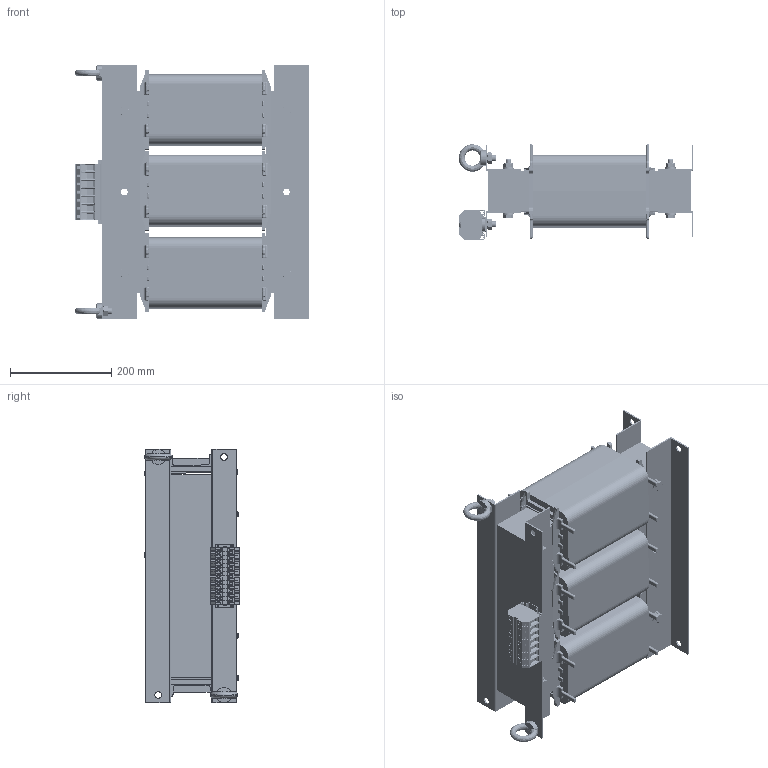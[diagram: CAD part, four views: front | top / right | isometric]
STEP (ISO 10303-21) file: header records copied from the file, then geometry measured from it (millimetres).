
FILE_DESCRIPTION(/* description */ (''),/* implementation_level */ '2;1');
FILE_NAME(/* name */ 'XMN02360960.stp',/* time_stamp */ '2023-03-28T11:53:07+02:00',/* author */ ('velazquez'),/* organization */ (''),/* preprocessor_version */ 'ST-DEVELOPER v19.2',/* originating_system */ 'Autodesk Inventor 2023',/* authorisation */ '');
FILE_SCHEMA (('AUTOMOTIVE_DESIGN { 1 0 10303 214 3 1 1 }'));
Products named in the file (14): XMN02360960; 3UI240 400 x 400 - 80; RC80 NT080; centrador M10; DIN 125 - A 10,5; DIN 933 - M10  x 110; DIN 934 - M10; UI 240_83_BOBINADO; DIN 580 - M12; DIN 934 - M12; FICHA 35 6 GRIS 1 AZUL; carril 5 agujeros; FICHA 35; FICHA 35 azul
Assembly tree (45 placements, depth 3):
  XMN02360960
    3UI240 400 x 400 - 80
    UI 240_83_BOBINADO  x3
    RC80 NT080  x4
    centrador M10  x8
    DIN 125 - A 10,5  x8
    DIN 933 - M10  x 110  x4
    DIN 934 - M10  x4
    DIN 580 - M12  x2
    DIN 934 - M12  x2
    FICHA 35 6 GRIS 1 AZUL
      carril 5 agujeros
      FICHA 35  x6
      FICHA 35 azul
Bounding box: 463 x 187.88 x 500 mm (x, y, z)
Volume: 18885578.1 mm3; surface area: 2365014.7 mm2
Topology: 44 solids, 128 shells, 8347 faces, 21777 edges, 13155 vertices
Faces by surface type: plane 4575, cylinder 2456, sphere 458, bspline 408, torus 388, cone 62
Full cylindrical faces by diameter (mm): 0.6 x12, 2 x28, 6.5 x14, 8.376 x4, 9.188 x4, 10 x12, 10.106 x2, 10.5 x8, 10.8 x2, 11.5 x8, 12 x2, 13 x20, 15 x6, 15.4 x4, 20 x8, 23 x8
Entity records: 93607 total; most frequent: CARTESIAN_POINT 28244, ORIENTED_EDGE 13070, DIRECTION 13069, EDGE_CURVE 6535, LINE 4431, VECTOR 4431, AXIS2_PLACEMENT_3D 4319, VERTEX_POINT 4048
